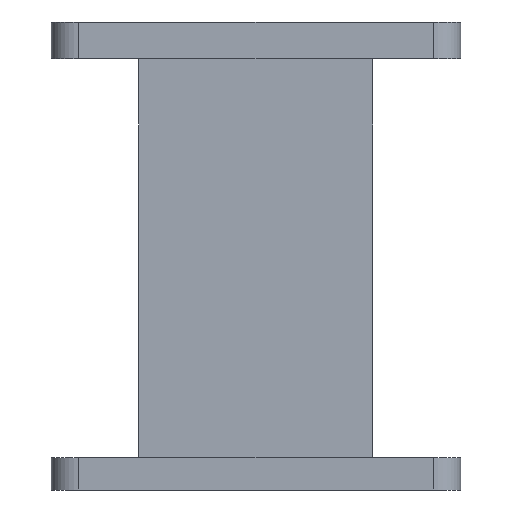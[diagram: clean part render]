
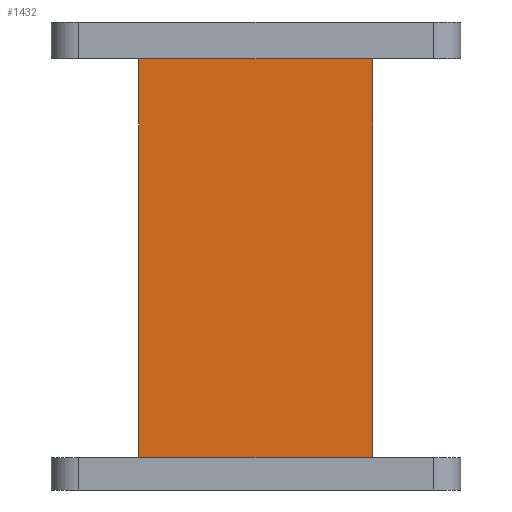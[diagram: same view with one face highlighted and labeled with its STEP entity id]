
A CAD part, front view. The second image highlights one B-rep face of the part: STEP entity #1432.
In plain terms, the highlighted planar face has unit normal (0, -1, 0).
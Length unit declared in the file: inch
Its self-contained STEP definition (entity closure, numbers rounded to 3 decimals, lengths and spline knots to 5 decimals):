
#24 = PLANE ( 'NONE',  #2830 ) ;
#154 = CARTESIAN_POINT ( 'NONE',  ( -1., -0.5, -1.72441 ) ) ;
#158 = CARTESIAN_POINT ( 'NONE',  ( -1., -0.5, -1.72441 ) ) ;
#170 = DIRECTION ( 'NONE',  ( 1., 0., 0. ) ) ;
#220 = VECTOR ( 'NONE', #170, 39.37008 ) ;
#235 = VECTOR ( 'NONE', #713, 39.37008 ) ;
#267 = LINE ( 'NONE', #1579, #2436 ) ;
#288 = DIRECTION ( 'NONE',  ( 1., 0., 0. ) ) ;
#408 = CARTESIAN_POINT ( 'NONE',  ( 1., -0.5, -1.72441 ) ) ;
#555 = EDGE_CURVE ( 'NONE', #849, #1387, #2196, .T. ) ;
#713 = DIRECTION ( 'NONE',  ( 0., 0., -1. ) ) ;
#718 = VECTOR ( 'NONE', #1764, 39.37008 ) ;
#828 = ORIENTED_EDGE ( 'NONE', *, *, #2355, .F. ) ;
#849 = VERTEX_POINT ( 'NONE', #154 ) ;
#1081 = CARTESIAN_POINT ( 'NONE',  ( 0., -0.5, 1.68504 ) ) ;
#1115 = CARTESIAN_POINT ( 'NONE',  ( 1., -0.5, 2. ) ) ;
#1250 = VERTEX_POINT ( 'NONE', #2857 ) ;
#1371 = CARTESIAN_POINT ( 'NONE',  ( -1., -0.5, 1.68504 ) ) ;
#1387 = VERTEX_POINT ( 'NONE', #408 ) ;
#1432 = ADVANCED_FACE ( 'NONE', ( #1849 ), #24, .F. ) ;
#1579 = CARTESIAN_POINT ( 'NONE',  ( -1., -0.5, 2. ) ) ;
#1610 = DIRECTION ( 'NONE',  ( 0., 1., 0. ) ) ;
#1743 = ORIENTED_EDGE ( 'NONE', *, *, #1956, .T. ) ;
#1764 = DIRECTION ( 'NONE',  ( 1., 0., 0. ) ) ;
#1849 = FACE_OUTER_BOUND ( 'NONE', #2780, .T. ) ;
#1949 = VERTEX_POINT ( 'NONE', #1371 ) ;
#1956 = EDGE_CURVE ( 'NONE', #1949, #849, #267, .T. ) ;
#1973 = LINE ( 'NONE', #1081, #718 ) ;
#2053 = DIRECTION ( 'NONE',  ( 0., 0., -1. ) ) ;
#2196 = LINE ( 'NONE', #158, #220 ) ;
#2273 = LINE ( 'NONE', #1115, #235 ) ;
#2355 = EDGE_CURVE ( 'NONE', #1250, #1387, #2273, .T. ) ;
#2436 = VECTOR ( 'NONE', #2053, 39.37008 ) ;
#2502 = ORIENTED_EDGE ( 'NONE', *, *, #555, .T. ) ;
#2507 = CARTESIAN_POINT ( 'NONE',  ( -1., -0.5, 2. ) ) ;
#2649 = EDGE_CURVE ( 'NONE', #1949, #1250, #1973, .T. ) ;
#2660 = ORIENTED_EDGE ( 'NONE', *, *, #2649, .F. ) ;
#2780 = EDGE_LOOP ( 'NONE', ( #2660, #1743, #2502, #828 ) ) ;
#2830 = AXIS2_PLACEMENT_3D ( 'NONE', #2507, #1610, #288 ) ;
#2857 = CARTESIAN_POINT ( 'NONE',  ( 1., -0.5, 1.68504 ) ) ;
